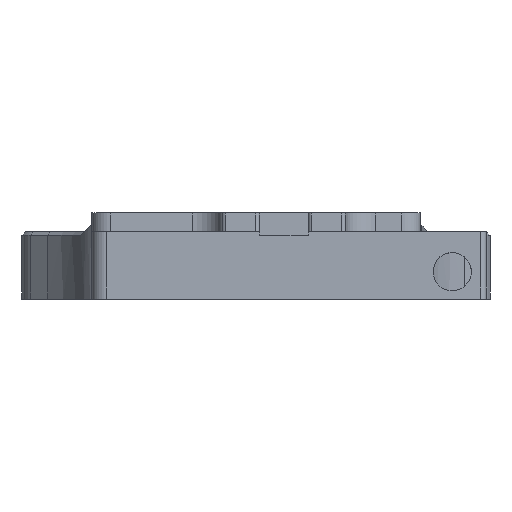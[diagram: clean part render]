
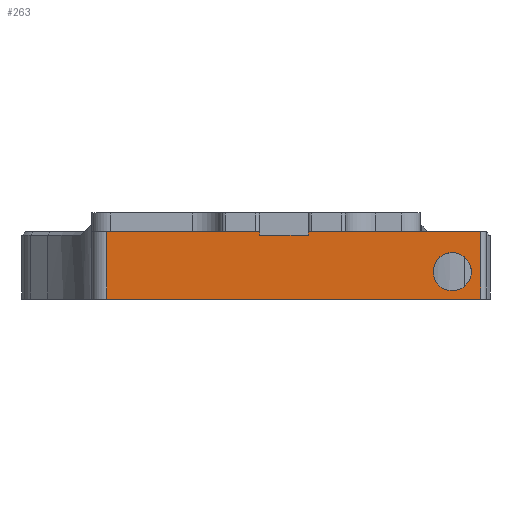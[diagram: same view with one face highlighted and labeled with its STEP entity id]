
A CAD part, left-side view. The second image highlights one B-rep face of the part: STEP entity #263.
In plain terms, the highlighted planar face has unit normal (-1, 0, 0).
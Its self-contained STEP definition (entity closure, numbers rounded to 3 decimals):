
#17 = CARTESIAN_POINT ( 'NONE',  ( -86.304, 39.85, 110.278 ) ) ;
#79 = VERTEX_POINT ( 'NONE', #6691 ) ;
#115 = ORIENTED_EDGE ( 'NONE', *, *, #2349, .F. ) ;
#144 = LINE ( 'NONE', #4022, #1718 ) ;
#169 = CARTESIAN_POINT ( 'NONE',  ( -86.304, -0.95, 17. ) ) ;
#263 = ADVANCED_FACE ( 'Fl�che22', ( #433, #6169 ), #6648, .T. ) ;
#275 = CARTESIAN_POINT ( 'NONE',  ( -86.304, -52.4, 7.33 ) ) ;
#306 = CARTESIAN_POINT ( 'NONE',  ( -86.304, 43.85, 18. ) ) ;
#433 = FACE_BOUND ( 'NONE', #1072, .T. ) ;
#575 = CARTESIAN_POINT ( 'NONE',  ( -86.304, -0.95, 18. ) ) ;
#680 = DIRECTION ( 'NONE',  ( 0., 1., 0. ) ) ;
#775 = CARTESIAN_POINT ( 'NONE',  ( -86.304, -52.4, 2.23 ) ) ;
#781 = DIRECTION ( 'NONE',  ( -1., 0., 0. ) ) ;
#924 = ORIENTED_EDGE ( 'NONE', *, *, #2880, .T. ) ;
#942 = CARTESIAN_POINT ( 'NONE',  ( -86.304, -52.4, 12.43 ) ) ;
#1015 = VECTOR ( 'NONE', #5503, 1000. ) ;
#1071 = LINE ( 'NONE', #17, #3350 ) ;
#1072 = EDGE_LOOP ( 'NONE', ( #2202, #6025 ) ) ;
#1091 = CIRCLE ( 'NONE', #6186, 5.1 ) ;
#1100 = VECTOR ( 'NONE', #1327, 1000. ) ;
#1159 = AXIS2_PLACEMENT_3D ( 'NONE', #275, #4313, #4275 ) ;
#1161 = CARTESIAN_POINT ( 'NONE',  ( -86.304, -59.95, 0. ) ) ;
#1205 = ORIENTED_EDGE ( 'NONE', *, *, #1336, .T. ) ;
#1254 = LINE ( 'NONE', #4268, #2801 ) ;
#1327 = DIRECTION ( 'NONE',  ( 0., 0., 1. ) ) ;
#1336 = EDGE_CURVE ( 'NONE', #2812, #2746, #5057, .T. ) ;
#1562 = EDGE_CURVE ( 'NONE', #3942, #79, #2201, .T. ) ;
#1704 = ORIENTED_EDGE ( 'NONE', *, *, #2960, .T. ) ;
#1718 = VECTOR ( 'NONE', #5137, 1000. ) ;
#1755 = CARTESIAN_POINT ( 'NONE',  ( -86.304, 39.85, 18. ) ) ;
#1867 = DIRECTION ( 'NONE',  ( 0., 1., 0. ) ) ;
#1879 = EDGE_CURVE ( 'NONE', #5587, #2050, #1071, .T. ) ;
#2038 = VECTOR ( 'NONE', #5532, 1000. ) ;
#2050 = VERTEX_POINT ( 'NONE', #6437 ) ;
#2201 = LINE ( 'NONE', #5931, #5346 ) ;
#2202 = ORIENTED_EDGE ( 'NONE', *, *, #5284, .F. ) ;
#2349 = EDGE_CURVE ( 'Kante87', #4616, #2050, #144, .T. ) ;
#2388 = EDGE_CURVE ( 'NONE', #3049, #2831, #4098, .T. ) ;
#2474 = CARTESIAN_POINT ( 'NONE',  ( -86.304, 43.85, 18. ) ) ;
#2504 = DIRECTION ( 'NONE',  ( 0., 0., -1. ) ) ;
#2600 = EDGE_LOOP ( 'NONE', ( #115, #4935, #1704, #4066, #924, #1205, #5619, #6438 ) ) ;
#2746 = VERTEX_POINT ( 'NONE', #575 ) ;
#2801 = VECTOR ( 'NONE', #680, 1000. ) ;
#2812 = VERTEX_POINT ( 'NONE', #169 ) ;
#2831 = VERTEX_POINT ( 'NONE', #775 ) ;
#2880 = EDGE_CURVE ( 'NONE', #3942, #2812, #1254, .T. ) ;
#2881 = LINE ( 'NONE', #306, #6256 ) ;
#2882 = DIRECTION ( 'NONE',  ( 0., -1., 0. ) ) ;
#2946 = AXIS2_PLACEMENT_3D ( 'NONE', #4602, #3047, #6676 ) ;
#2960 = EDGE_CURVE ( 'Kante103', #3853, #79, #6006, .T. ) ;
#3047 = DIRECTION ( 'NONE',  ( -1., 0., 0. ) ) ;
#3049 = VERTEX_POINT ( 'NONE', #942 ) ;
#3257 = CARTESIAN_POINT ( 'NONE',  ( -86.304, -59.95, 18. ) ) ;
#3350 = VECTOR ( 'NONE', #2504, 1000. ) ;
#3396 = CARTESIAN_POINT ( 'NONE',  ( -86.304, -13.95, 17. ) ) ;
#3853 = VERTEX_POINT ( 'NONE', #3257 ) ;
#3942 = VERTEX_POINT ( 'NONE', #3396 ) ;
#4006 = LINE ( 'NONE', #5054, #1100 ) ;
#4022 = CARTESIAN_POINT ( 'NONE',  ( -86.304, 43.85, 0. ) ) ;
#4052 = EDGE_CURVE ( 'Kante115', #4616, #3853, #4006, .T. ) ;
#4060 = EDGE_CURVE ( 'Kante125', #2746, #5587, #2881, .T. ) ;
#4066 = ORIENTED_EDGE ( 'NONE', *, *, #1562, .F. ) ;
#4098 = CIRCLE ( 'NONE', #1159, 5.1 ) ;
#4268 = CARTESIAN_POINT ( 'NONE',  ( -86.304, -13.95, 17. ) ) ;
#4275 = DIRECTION ( 'NONE',  ( 0., -1., 0. ) ) ;
#4313 = DIRECTION ( 'NONE',  ( -1., 0., 0. ) ) ;
#4602 = CARTESIAN_POINT ( 'NONE',  ( -86.304, 43.85, 110.278 ) ) ;
#4616 = VERTEX_POINT ( 'NONE', #1161 ) ;
#4935 = ORIENTED_EDGE ( 'NONE', *, *, #4052, .T. ) ;
#4952 = CARTESIAN_POINT ( 'NONE',  ( -86.304, -52.4, 7.33 ) ) ;
#5054 = CARTESIAN_POINT ( 'NONE',  ( -86.304, -59.95, 110.278 ) ) ;
#5057 = LINE ( 'NONE', #6013, #1015 ) ;
#5137 = DIRECTION ( 'NONE',  ( 0., 1., 0. ) ) ;
#5284 = EDGE_CURVE ( 'NONE', #2831, #3049, #1091, .T. ) ;
#5346 = VECTOR ( 'NONE', #5828, 1000. ) ;
#5503 = DIRECTION ( 'NONE',  ( 0., 0., 1. ) ) ;
#5532 = DIRECTION ( 'NONE',  ( 0., 1., 0. ) ) ;
#5587 = VERTEX_POINT ( 'NONE', #1755 ) ;
#5619 = ORIENTED_EDGE ( 'NONE', *, *, #4060, .T. ) ;
#5828 = DIRECTION ( 'NONE',  ( 0., 0., 1. ) ) ;
#5931 = CARTESIAN_POINT ( 'NONE',  ( -86.304, -13.95, -16.975 ) ) ;
#6006 = LINE ( 'NONE', #2474, #2038 ) ;
#6013 = CARTESIAN_POINT ( 'NONE',  ( -86.304, -0.95, -16.975 ) ) ;
#6025 = ORIENTED_EDGE ( 'NONE', *, *, #2388, .F. ) ;
#6169 = FACE_OUTER_BOUND ( 'NONE', #2600, .T. ) ;
#6186 = AXIS2_PLACEMENT_3D ( 'NONE', #4952, #781, #2882 ) ;
#6256 = VECTOR ( 'NONE', #1867, 1000. ) ;
#6437 = CARTESIAN_POINT ( 'NONE',  ( -86.304, 39.85, 0. ) ) ;
#6438 = ORIENTED_EDGE ( 'NONE', *, *, #1879, .T. ) ;
#6648 = PLANE ( 'NONE',  #2946 ) ;
#6676 = DIRECTION ( 'NONE',  ( 0., -1., 0. ) ) ;
#6691 = CARTESIAN_POINT ( 'NONE',  ( -86.304, -13.95, 18. ) ) ;
